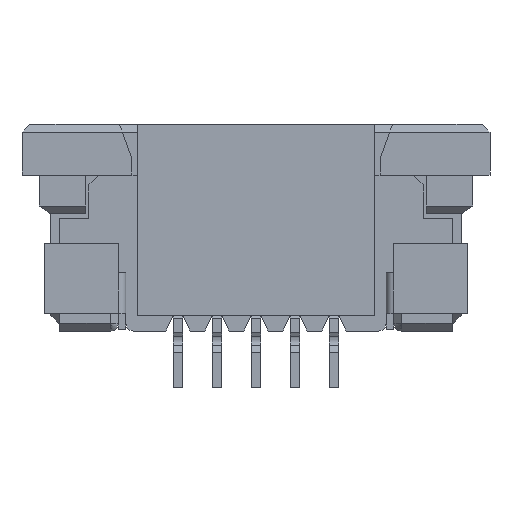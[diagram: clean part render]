
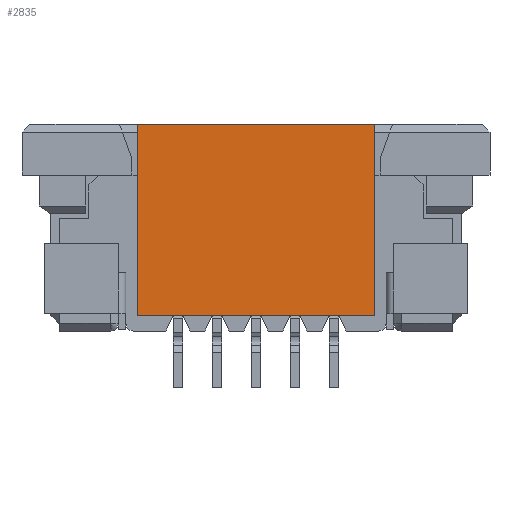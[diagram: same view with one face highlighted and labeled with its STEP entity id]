
A CAD part, front view. The second image highlights one B-rep face of the part: STEP entity #2835.
In plain terms, the highlighted planar face has unit normal (0, -1, 0).
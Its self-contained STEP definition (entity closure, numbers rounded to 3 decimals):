
#370 = DIRECTION ( 'NONE',  ( 0., 0., 1. ) ) ;
#809 = VECTOR ( 'NONE', #370, 1000. ) ;
#827 = ORIENTED_EDGE ( 'NONE', *, *, #5723, .T. ) ;
#906 = VERTEX_POINT ( 'NONE', #3230 ) ;
#927 = CARTESIAN_POINT ( 'NONE',  ( 3.05, 0., 3.95 ) ) ;
#1387 = DIRECTION ( 'NONE',  ( 1., 0., 0. ) ) ;
#1601 = CARTESIAN_POINT ( 'NONE',  ( -3.05, 0., 3.95 ) ) ;
#1745 = DIRECTION ( 'NONE',  ( 0., 0., -1. ) ) ;
#1851 = LINE ( 'NONE', #3235, #4495 ) ;
#2086 = CARTESIAN_POINT ( 'NONE',  ( -3.05, 0., -0.95 ) ) ;
#2298 = DIRECTION ( 'NONE',  ( 1., 0., 0. ) ) ;
#2367 = EDGE_LOOP ( 'NONE', ( #4247, #4230, #827, #2759 ) ) ;
#2509 = AXIS2_PLACEMENT_3D ( 'NONE', #4465, #3165, #1745 ) ;
#2759 = ORIENTED_EDGE ( 'NONE', *, *, #5713, .T. ) ;
#2835 = ADVANCED_FACE ( 'NONE', ( #4494 ), #5806, .T. ) ;
#2953 = VECTOR ( 'NONE', #2298, 1000. ) ;
#3165 = DIRECTION ( 'NONE',  ( 0., -1., 0. ) ) ;
#3190 = LINE ( 'NONE', #3737, #2953 ) ;
#3230 = CARTESIAN_POINT ( 'NONE',  ( 3.05, 0., -0.95 ) ) ;
#3235 = CARTESIAN_POINT ( 'NONE',  ( 3.05, 0., -0.95 ) ) ;
#3627 = CARTESIAN_POINT ( 'NONE',  ( 0., 0., -0.95 ) ) ;
#3700 = EDGE_CURVE ( 'NONE', #5127, #4842, #4570, .T. ) ;
#3737 = CARTESIAN_POINT ( 'NONE',  ( 0., 0., 3.95 ) ) ;
#3815 = VERTEX_POINT ( 'NONE', #927 ) ;
#3987 = CARTESIAN_POINT ( 'NONE',  ( -3.05, 0., -0.95 ) ) ;
#4230 = ORIENTED_EDGE ( 'NONE', *, *, #3700, .F. ) ;
#4247 = ORIENTED_EDGE ( 'NONE', *, *, #4618, .F. ) ;
#4465 = CARTESIAN_POINT ( 'NONE',  ( 0., 0., -0.95 ) ) ;
#4494 = FACE_OUTER_BOUND ( 'NONE', #2367, .T. ) ;
#4495 = VECTOR ( 'NONE', #5546, 1000. ) ;
#4570 = LINE ( 'NONE', #3987, #809 ) ;
#4618 = EDGE_CURVE ( 'NONE', #4842, #3815, #3190, .T. ) ;
#4842 = VERTEX_POINT ( 'NONE', #1601 ) ;
#5127 = VERTEX_POINT ( 'NONE', #2086 ) ;
#5546 = DIRECTION ( 'NONE',  ( 0., 0., 1. ) ) ;
#5577 = LINE ( 'NONE', #3627, #5757 ) ;
#5713 = EDGE_CURVE ( 'NONE', #906, #3815, #1851, .T. ) ;
#5723 = EDGE_CURVE ( 'NONE', #5127, #906, #5577, .T. ) ;
#5757 = VECTOR ( 'NONE', #1387, 1000. ) ;
#5806 = PLANE ( 'NONE',  #2509 ) ;
